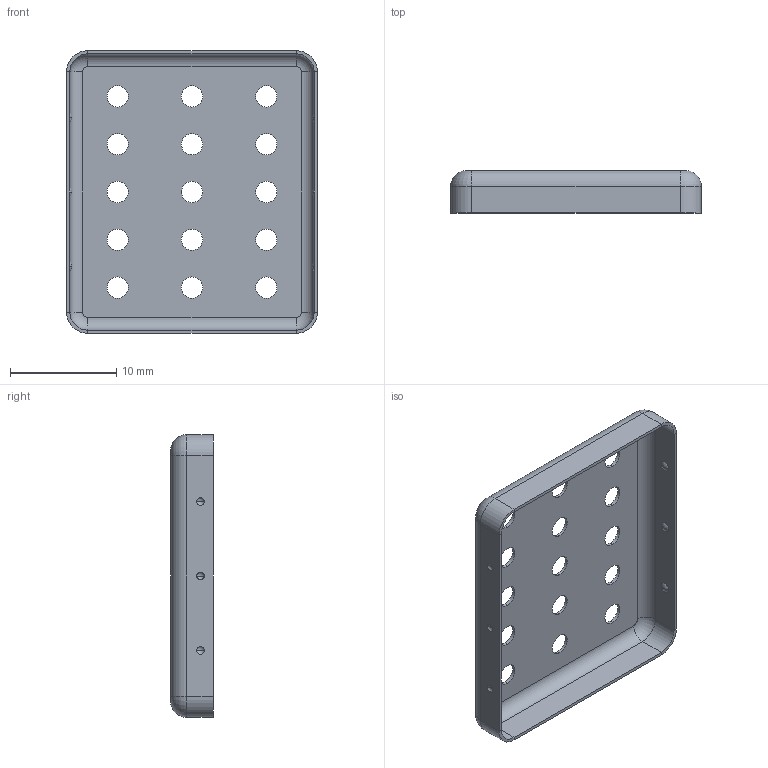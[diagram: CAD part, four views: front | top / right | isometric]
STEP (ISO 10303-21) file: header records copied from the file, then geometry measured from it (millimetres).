
FILE_DESCRIPTION (( 'STEP AP203' ), '1' );
FILE_NAME ('MS260-10CP.step', '2020-11-05T11:35:16', ( '' ), ( '' ), 'SwSTEP 2.0', 'SolidWorks 2018', '' );
FILE_SCHEMA (( 'CONFIG_CONTROL_DESIGN' ));
Length unit declared in the file: millimetre
Products named in the file (1): MS260-10CP
Bounding box: 23.6 x 4 x 26.6 mm (x, y, z)
Volume: 263 mm3; surface area: 1810.6 mm2
Topology: 1 solids, 1 shells, 96 faces, 226 edges, 144 vertices
Faces by surface type: cylinder 46, sphere 24, plane 18, torus 8
Entity records: 2955 total; most frequent: DIRECTION 568, CARTESIAN_POINT 467, ORIENTED_EDGE 452, AXIS2_PLACEMENT_3D 245, EDGE_CURVE 226, CIRCLE 148, VERTEX_POINT 144, EDGE_LOOP 138
